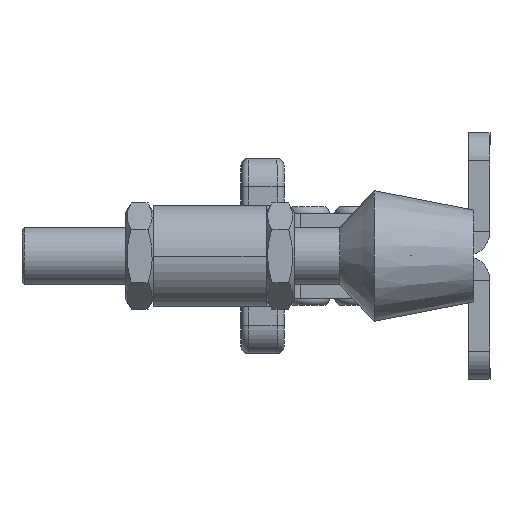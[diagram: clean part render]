
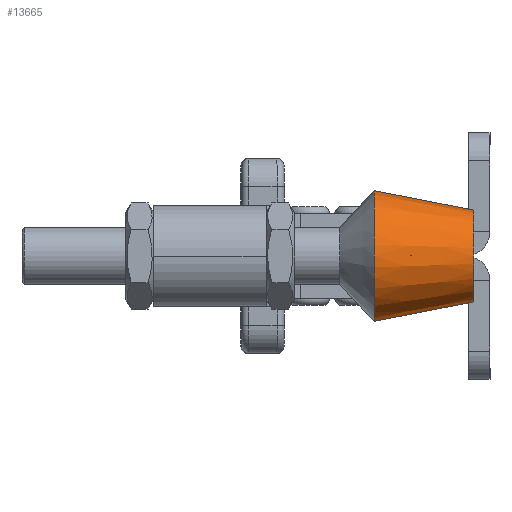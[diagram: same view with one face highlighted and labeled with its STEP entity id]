
A CAD part, left-side view. The second image highlights one B-rep face of the part: STEP entity #13665.
In plain terms, the highlighted conical face has half-angle 11 degrees and reference radius 6.5 mm.
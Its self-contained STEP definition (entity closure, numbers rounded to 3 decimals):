
#5805 = DIRECTION ( 'NONE',  ( 0., 0., 1. ) ) ;
#5807 = DIRECTION ( 'NONE',  ( 0., 1., 0. ) ) ;
#5809 = CARTESIAN_POINT ( 'NONE',  ( 0., 0., 0. ) ) ;
#10280 = ORIENTED_EDGE ( 'NONE', *, *, #11073, .F. ) ;
#10281 = ORIENTED_EDGE ( 'NONE', *, *, #11080, .F. ) ;
#10282 = ORIENTED_EDGE ( 'NONE', *, *, #11075, .T. ) ;
#10283 = ORIENTED_EDGE ( 'NONE', *, *, #11079, .T. ) ;
#10518 = EDGE_LOOP ( 'NONE', ( #10280, #10281, #10282, #10283 ) ) ;
#10867 = VERTEX_POINT ( 'NONE', #21657 ) ;
#10868 = VERTEX_POINT ( 'NONE', #21658 ) ;
#10873 = VERTEX_POINT ( 'NONE', #21663 ) ;
#10874 = VERTEX_POINT ( 'NONE', #21664 ) ;
#11073 = EDGE_CURVE ( 'NONE', #10867, #10873, #20463, .T. ) ;
#11075 = EDGE_CURVE ( 'NONE', #10868, #10874, #20468, .T. ) ;
#11079 = EDGE_CURVE ( 'NONE', #10874, #10873, #20472, .T. ) ;
#11080 = EDGE_CURVE ( 'NONE', #10868, #10867, #20476, .T. ) ;
#13665 = ADVANCED_FACE ( 'NONE', ( #27237 ), #27252, .T. ) ;
#17604 = AXIS2_PLACEMENT_3D ( 'NONE', #22105, #22107, #22109 ) ;
#17606 = AXIS2_PLACEMENT_3D ( 'NONE', #22115, #22117, #22119 ) ;
#20463 = LINE ( 'NONE', #22069, #20467 ) ;
#20467 = VECTOR ( 'NONE', #22065, 1000. ) ;
#20468 = LINE ( 'NONE', #22076, #20470 ) ;
#20470 = VECTOR ( 'NONE', #22066, 1000. ) ;
#20472 = CIRCLE ( 'NONE', #17604, 9.243 ) ;
#20476 = CIRCLE ( 'NONE', #17606, 6.5 ) ;
#21657 = CARTESIAN_POINT ( 'NONE',  ( 0., 0., -6.5 ) ) ;
#21658 = CARTESIAN_POINT ( 'NONE',  ( 0., 0., 6.5 ) ) ;
#21663 = CARTESIAN_POINT ( 'NONE',  ( 0., 14.111, -9.243 ) ) ;
#21664 = CARTESIAN_POINT ( 'NONE',  ( 0., 14.111, 9.243 ) ) ;
#22065 = DIRECTION ( 'NONE',  ( 0., 0.982, -0.191 ) ) ;
#22066 = DIRECTION ( 'NONE',  ( 0., 0.982, 0.191 ) ) ;
#22069 = CARTESIAN_POINT ( 'NONE',  ( 0., 0., -6.5 ) ) ;
#22076 = CARTESIAN_POINT ( 'NONE',  ( 0., 0., 6.5 ) ) ;
#22105 = CARTESIAN_POINT ( 'NONE',  ( 0., 14.111, 0. ) ) ;
#22107 = DIRECTION ( 'NONE',  ( 0., -1., 0. ) ) ;
#22109 = DIRECTION ( 'NONE',  ( 0., 0., -1. ) ) ;
#22115 = CARTESIAN_POINT ( 'NONE',  ( 0., 0., 0. ) ) ;
#22117 = DIRECTION ( 'NONE',  ( 0., -1., 0. ) ) ;
#22119 = DIRECTION ( 'NONE',  ( 0., 0., -1. ) ) ;
#24365 = AXIS2_PLACEMENT_3D ( 'NONE', #5809, #5807, #5805 ) ;
#27237 = FACE_OUTER_BOUND ( 'NONE', #10518, .T. ) ;
#27252 = CONICAL_SURFACE ( 'NONE', #24365, 6.5, 0.192 ) ;
